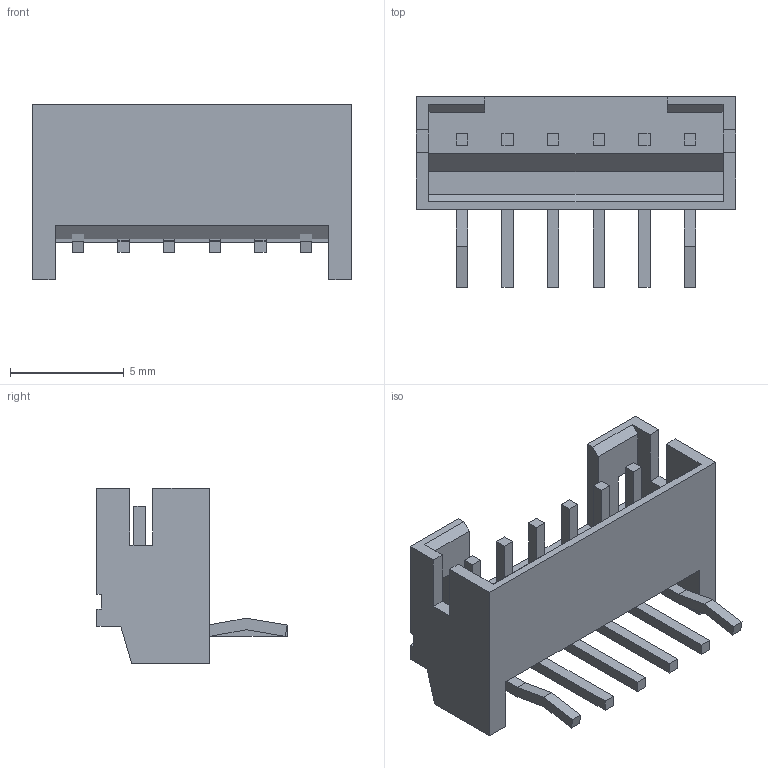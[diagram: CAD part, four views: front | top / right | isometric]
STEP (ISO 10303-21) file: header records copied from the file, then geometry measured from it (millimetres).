
FILE_DESCRIPTION((''),'2;1');
FILE_NAME('C-440055-6','2019-03-28T02:29:47',('workeradm'),('TE Connectivity Ltd.'),'CREO PARAMETRIC BY PTC INC, 2018190','CREO PARAMETRIC BY PTC INC, 2018190','');
FILE_SCHEMA(('AUTOMOTIVE_DESIGN { 1 0 10303 214 1 1 1 1 }'));
Length unit declared in the file: millimetre
Products named in the file (1): C-440055-6
Bounding box: 14 x 8.35 x 7.7 mm (x, y, z)
Volume: 181.3 mm3; surface area: 609.1 mm2
Topology: 1 solids, 1 shells, 137 faces, 375 edges, 250 vertices
Faces by surface type: plane 125, cylinder 12
Entity records: 4325 total; most frequent: CARTESIAN_POINT 764, ORIENTED_EDGE 750, DIRECTION 673, EDGE_CURVE 375, VECTOR 351, LINE 351, VERTEX_POINT 250, AXIS2_PLACEMENT_3D 161
